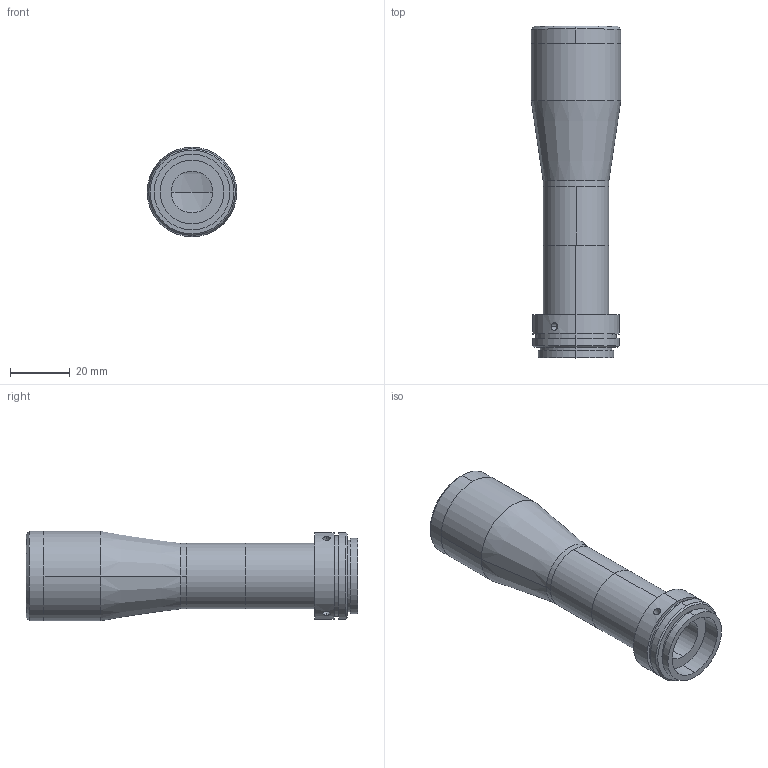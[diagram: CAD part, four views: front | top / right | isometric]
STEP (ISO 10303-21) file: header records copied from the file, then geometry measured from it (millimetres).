
FILE_DESCRIPTION (( 'STEP AP203' ), '1' );
FILE_NAME ('XF-MT1X65蚾饜芞-20141201V5.STEP', '2016-02-22T01:50:35', ( 'cherishsunshine' ), ( '' ), 'SwSTEP 2.0', 'SolidWorks 2014', '' );
FILE_SCHEMA (( 'CONFIG_CONTROL_DESIGN' ));
Length unit declared in the file: millimetre
Products named in the file (1): XF-MT1X65蚾饜芞-20141201V5
Bounding box: 30 x 111.07 x 30 mm (x, y, z)
Surface area: 13672.4 mm2 (no closed solid volume)
Topology: 0 solids, 10 shells, 74 faces, 180 edges, 121 vertices
Faces by surface type: cylinder 44, plane 22, cone 6, sphere 2
Entity records: 2478 total; most frequent: CARTESIAN_POINT 604, DIRECTION 420, ORIENTED_EDGE 310, EDGE_CURVE 180, AXIS2_PLACEMENT_3D 177, VERTEX_POINT 121, CIRCLE 102, EDGE_LOOP 91
